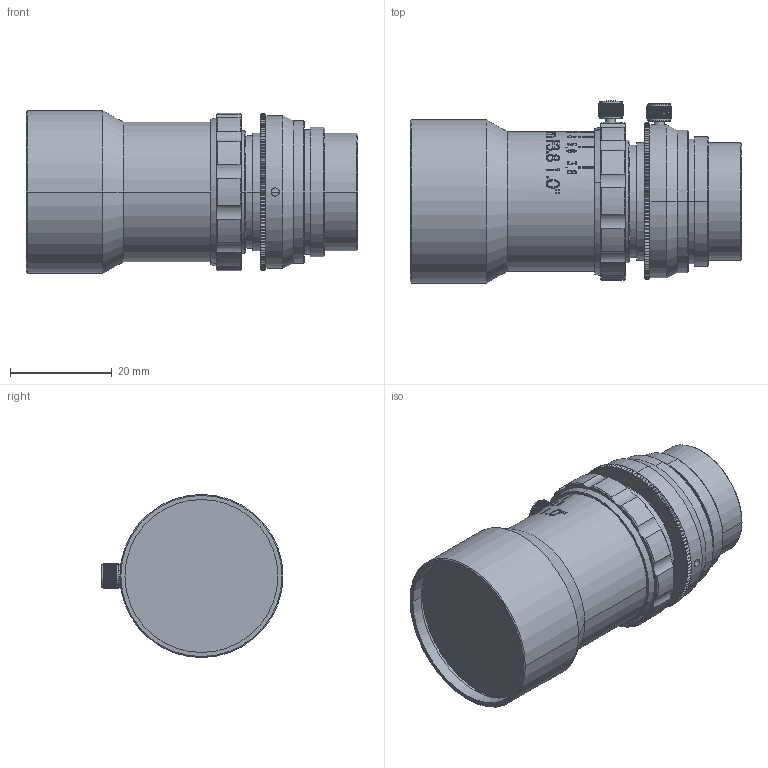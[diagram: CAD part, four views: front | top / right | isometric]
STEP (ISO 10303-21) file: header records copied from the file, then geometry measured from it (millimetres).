
FILE_DESCRIPTION (( 'STEP AP214' ), '1' );
FILE_NAME ('75mm F38 3D_8.5接圈.STEP', '2024-12-03T02:11:37', ( '' ), ( '' ), 'SwSTEP 2.0', 'SolidWorks 2018', '' );
FILE_SCHEMA (( 'AUTOMOTIVE_DESIGN' ));
Length unit declared in the file: millimetre
Products named in the file (5): 75mm F38 3D_8.5接圈; 嫖擊坶踡隊; 潠眢C諉諳-8.5; 嫖擊覃誹遠; 翋噩芠
Assembly tree (5 placements, depth 2):
  75mm F38 3D_8.5接圈
    翋噩芠
    嫖擊覃誹遠
    嫖擊坶踡隊  x2
    潠眢C諉諳-8.5
Bounding box: 65 x 35.7 x 32 mm (x, y, z)
Volume: 38925.7 mm3; surface area: 12404.2 mm2
Topology: 5 solids, 10 shells, 2055 faces, 5244 edges, 3265 vertices
Faces by surface type: plane 711, cone 660, cylinder 429, bspline 255
Entity records: 73495 total; most frequent: CARTESIAN_POINT 35838, ORIENTED_EDGE 8648, DIRECTION 6552, EDGE_CURVE 4324, VERTEX_POINT 2762, AXIS2_PLACEMENT_3D 2555, B_SPLINE_CURVE_WITH_KNOTS 1715, EDGE_LOOP 1700
